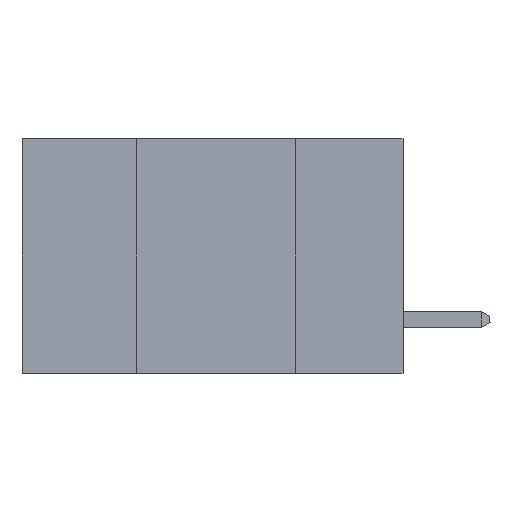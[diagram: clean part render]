
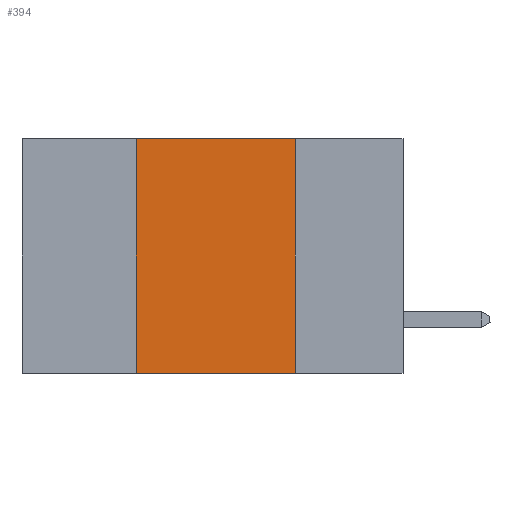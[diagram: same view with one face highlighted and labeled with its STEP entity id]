
A CAD part, left-side view. The second image highlights one B-rep face of the part: STEP entity #394.
In plain terms, the highlighted planar face has unit normal (-1, 0, 0).
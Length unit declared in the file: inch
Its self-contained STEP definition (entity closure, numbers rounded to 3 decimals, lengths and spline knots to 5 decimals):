
#394 = ADVANCED_FACE ( 'NONE', ( #19337 ), #9505, .F. ) ;
#563 = CARTESIAN_POINT ( 'NONE',  ( 0., 0.6, 0. ) ) ;
#825 = CARTESIAN_POINT ( 'NONE',  ( 0., 0.42, -0.37 ) ) ;
#1438 = CARTESIAN_POINT ( 'NONE',  ( 0., 0.42, 0. ) ) ;
#6201 = CARTESIAN_POINT ( 'NONE',  ( 0., 0.17, -0.37 ) ) ;
#6559 = VERTEX_POINT ( 'NONE', #6201 ) ;
#6611 = VECTOR ( 'NONE', #7967, 39.37008 ) ;
#7967 = DIRECTION ( 'NONE',  ( 0., 0., -1. ) ) ;
#9342 = DIRECTION ( 'NONE',  ( 1., 0., 0. ) ) ;
#9505 = PLANE ( 'NONE',  #30720 ) ;
#9683 = EDGE_CURVE ( 'NONE', #43714, #41793, #38111, .T. ) ;
#10393 = VECTOR ( 'NONE', #45362, 39.37008 ) ;
#10466 = ORIENTED_EDGE ( 'NONE', *, *, #9683, .F. ) ;
#12494 = DIRECTION ( 'NONE',  ( 0., 0., 1. ) ) ;
#15875 = VECTOR ( 'NONE', #30733, 39.37008 ) ;
#16702 = EDGE_CURVE ( 'NONE', #22466, #6559, #46691, .T. ) ;
#17594 = CARTESIAN_POINT ( 'NONE',  ( 0., 0.17, 0. ) ) ;
#19337 = FACE_OUTER_BOUND ( 'NONE', #41851, .T. ) ;
#20308 = DIRECTION ( 'NONE',  ( 0., 0., -1. ) ) ;
#21514 = ORIENTED_EDGE ( 'NONE', *, *, #44500, .F. ) ;
#22466 = VERTEX_POINT ( 'NONE', #825 ) ;
#22742 = VECTOR ( 'NONE', #12494, 39.37008 ) ;
#23187 = ORIENTED_EDGE ( 'NONE', *, *, #46754, .F. ) ;
#26484 = LINE ( 'NONE', #45610, #6611 ) ;
#30720 = AXIS2_PLACEMENT_3D ( 'NONE', #43206, #9342, #20308 ) ;
#30733 = DIRECTION ( 'NONE',  ( 0., -1., 0. ) ) ;
#32458 = ORIENTED_EDGE ( 'NONE', *, *, #16702, .T. ) ;
#32940 = CARTESIAN_POINT ( 'NONE',  ( 0., 0.42, 0. ) ) ;
#37945 = LINE ( 'NONE', #1438, #22742 ) ;
#38111 = LINE ( 'NONE', #563, #15875 ) ;
#38147 = CARTESIAN_POINT ( 'NONE',  ( 0., 0.6, -0.37 ) ) ;
#41793 = VERTEX_POINT ( 'NONE', #17594 ) ;
#41851 = EDGE_LOOP ( 'NONE', ( #21514, #10466, #23187, #32458 ) ) ;
#43206 = CARTESIAN_POINT ( 'NONE',  ( 0., 0.6, 0. ) ) ;
#43714 = VERTEX_POINT ( 'NONE', #32940 ) ;
#44500 = EDGE_CURVE ( 'NONE', #41793, #6559, #26484, .T. ) ;
#45362 = DIRECTION ( 'NONE',  ( 0., -1., 0. ) ) ;
#45610 = CARTESIAN_POINT ( 'NONE',  ( 0., 0.17, 0. ) ) ;
#46691 = LINE ( 'NONE', #38147, #10393 ) ;
#46754 = EDGE_CURVE ( 'NONE', #22466, #43714, #37945, .T. ) ;
